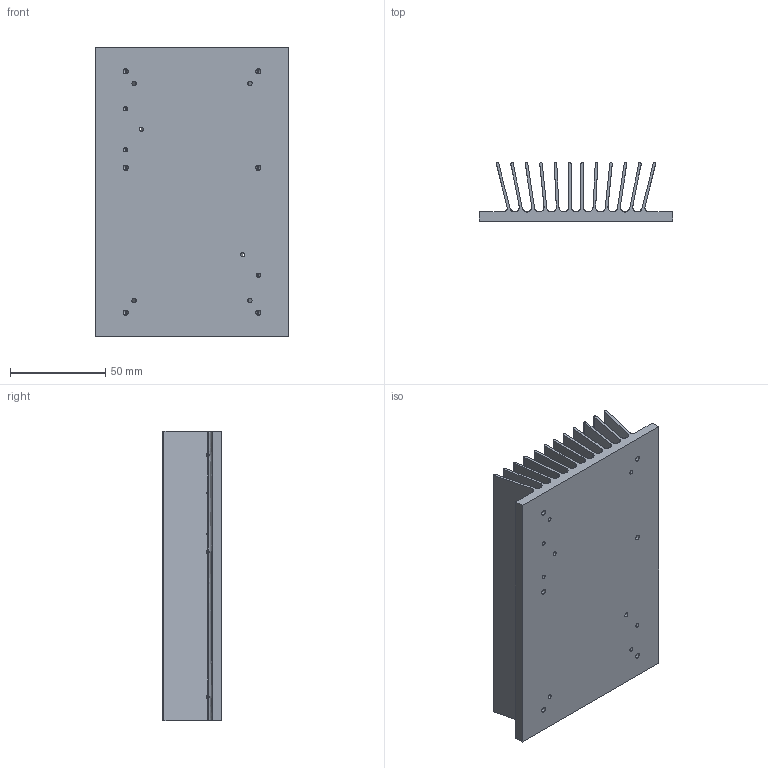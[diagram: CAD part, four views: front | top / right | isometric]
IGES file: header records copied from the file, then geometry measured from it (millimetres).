
Start section: SolidWorks IGES file using analytic representation for surfaces
Global section: file name: MULTI_HTSK REV D.IGS; native system: SolidWorks 2012; preprocessor: SolidWorks 2012; author: gniebel; date: 120711.080758; units: inch
Bounding box: 101.6 x 30.81 x 152.4 mm (x, y, z)
Surface area: 125875.6 mm2 (no closed solid volume)
Topology: 0 solids, 0 shells, 111 faces, 2456 edges, 2456 vertices
Faces by surface type: revolution 80, bspline 31
